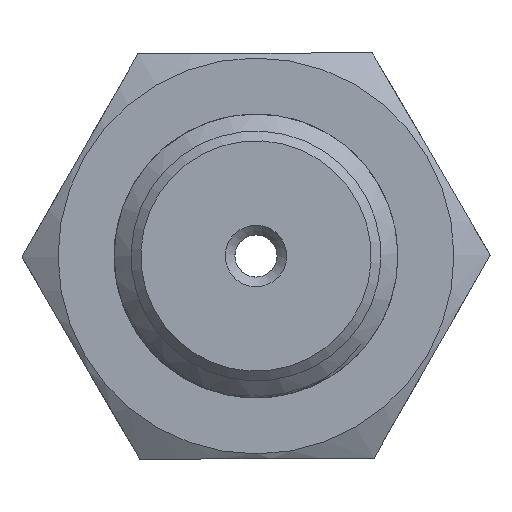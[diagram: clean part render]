
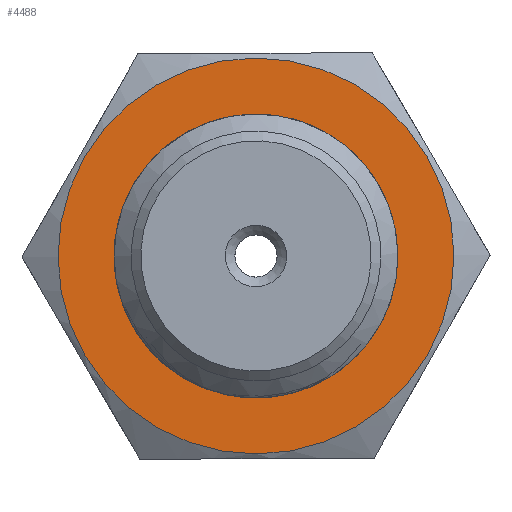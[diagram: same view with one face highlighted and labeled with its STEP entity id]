
A CAD part, left-side view. The second image highlights one B-rep face of the part: STEP entity #4488.
In plain terms, the highlighted planar face has unit normal (-1, 0, 0).
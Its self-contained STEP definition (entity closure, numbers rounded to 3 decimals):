
#4437=CARTESIAN_POINT('',(0.0,-5.464,0.));
#4438=VERTEX_POINT('',#4437);
#4439=CARTESIAN_POINT('',(0.0,0.0,0.0));
#4440=DIRECTION('',(-1.0,0.0,0.0));
#4441=DIRECTION('',(0.0,1.0,0.0));
#4442=AXIS2_PLACEMENT_3D('',#4439,#4440,#4441);
#4443=CIRCLE('',#4442,5.464);
#4444=EDGE_CURVE('',#4438,#4438,#4443,.T.);
#4469=CARTESIAN_POINT('',(0.0,3.875,0.0));
#4470=DIRECTION('',(-1.0,0.0,0.0));
#4471=DIRECTION('',(0.0,0.0,1.0));
#4472=AXIS2_PLACEMENT_3D('',#4469,#4470,#4471);
#4473=PLANE('',#4472);
#4474=CARTESIAN_POINT('',(0.0,7.75,0.0));
#4475=VERTEX_POINT('',#4474);
#4476=CARTESIAN_POINT('',(0.0,0.0,0.0));
#4477=DIRECTION('',(1.0,0.0,0.0));
#4478=DIRECTION('',(0.0,1.0,0.0));
#4479=AXIS2_PLACEMENT_3D('',#4476,#4477,#4478);
#4480=CIRCLE('',#4479,7.75);
#4481=EDGE_CURVE('',#4475,#4475,#4480,.T.);
#4482=ORIENTED_EDGE('',*,*,#4481,.F.);
#4483=EDGE_LOOP('',(#4482));
#4484=FACE_OUTER_BOUND('',#4483,.T.);
#4485=ORIENTED_EDGE('',*,*,#4444,.F.);
#4486=EDGE_LOOP('',(#4485));
#4487=FACE_BOUND('',#4486,.T.);
#4488=ADVANCED_FACE('',(#4484,#4487),#4473,.T.);
